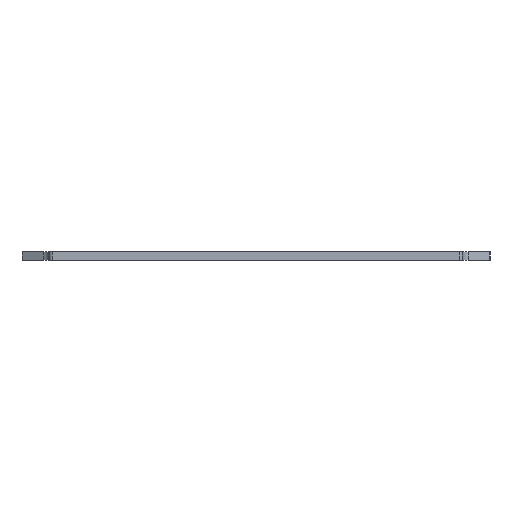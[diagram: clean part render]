
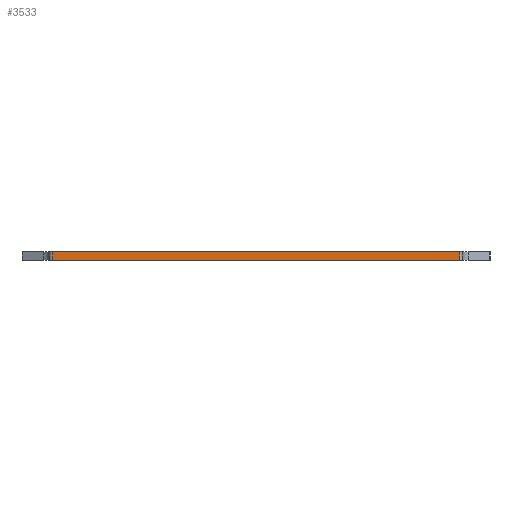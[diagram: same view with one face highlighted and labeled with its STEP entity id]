
A CAD part, left-side view. The second image highlights one B-rep face of the part: STEP entity #3533.
In plain terms, the highlighted planar face has unit normal (-1, 0, 0).
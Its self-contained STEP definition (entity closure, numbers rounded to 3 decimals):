
#313=FACE_OUTER_BOUND('',#495,.T.);
#495=EDGE_LOOP('',(#2391,#2392,#2393,#2394));
#727=LINE('',#5216,#1099);
#728=LINE('',#5219,#1100);
#729=LINE('',#5221,#1101);
#730=LINE('',#5222,#1102);
#1099=VECTOR('',#4137,10.);
#1100=VECTOR('',#4140,10.);
#1101=VECTOR('',#4141,10.);
#1102=VECTOR('',#4142,10.);
#1467=VERTEX_POINT('',#5212);
#1468=VERTEX_POINT('',#5214);
#1469=VERTEX_POINT('',#5218);
#1470=VERTEX_POINT('',#5220);
#1839=EDGE_CURVE('',#1468,#1467,#727,.T.);
#1840=EDGE_CURVE('',#1467,#1469,#728,.T.);
#1841=EDGE_CURVE('',#1470,#1468,#729,.T.);
#1842=EDGE_CURVE('',#1470,#1469,#730,.T.);
#2391=ORIENTED_EDGE('',*,*,#1840,.F.);
#2392=ORIENTED_EDGE('',*,*,#1839,.F.);
#2393=ORIENTED_EDGE('',*,*,#1841,.F.);
#2394=ORIENTED_EDGE('',*,*,#1842,.T.);
#3431=PLANE('',#3737);
#3533=ADVANCED_FACE('',(#313),#3431,.F.);
#3737=AXIS2_PLACEMENT_3D('',#5217,#4138,#4139);
#4137=DIRECTION('',(0.,0.,-1.));
#4138=DIRECTION('center_axis',(1.,0.,0.));
#4139=DIRECTION('ref_axis',(0.,-1.,0.));
#4140=DIRECTION('',(0.,1.,0.));
#4141=DIRECTION('',(0.,-1.,0.));
#4142=DIRECTION('',(0.,0.,-1.));
#5212=CARTESIAN_POINT('',(0.525,-75.175,0.));
#5214=CARTESIAN_POINT('',(0.525,-75.175,1.5));
#5216=CARTESIAN_POINT('',(0.525,-75.175,1.5));
#5217=CARTESIAN_POINT('Origin',(0.525,-1.025,1.5));
#5218=CARTESIAN_POINT('',(0.525,-1.025,0.));
#5219=CARTESIAN_POINT('',(0.525,-19.563,0.));
#5220=CARTESIAN_POINT('',(0.525,-1.025,1.5));
#5221=CARTESIAN_POINT('',(0.525,-19.563,1.5));
#5222=CARTESIAN_POINT('',(0.525,-1.025,1.5));
